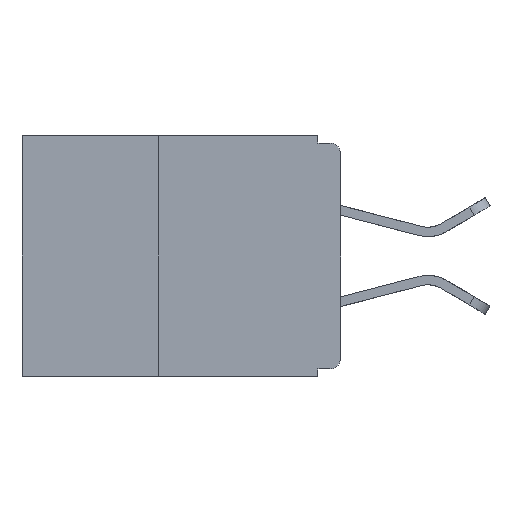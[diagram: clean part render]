
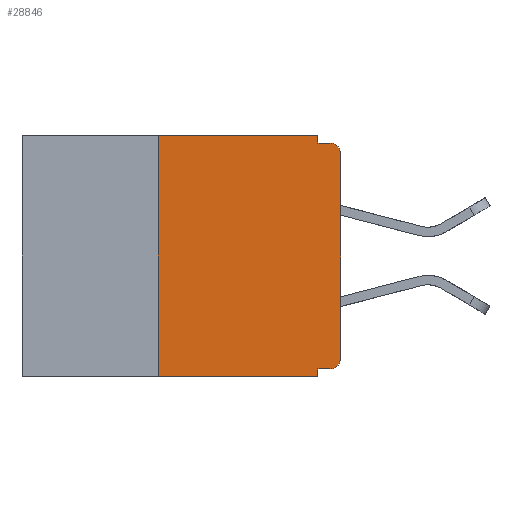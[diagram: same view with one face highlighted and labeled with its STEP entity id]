
A CAD part, left-side view. The second image highlights one B-rep face of the part: STEP entity #28846.
In plain terms, the highlighted planar face has unit normal (-1, 0, 0).
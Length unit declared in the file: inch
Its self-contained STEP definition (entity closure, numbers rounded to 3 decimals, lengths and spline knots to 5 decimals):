
#324 = CARTESIAN_POINT ( 'NONE',  ( 0., 0.031, -0.32 ) ) ;
#779 = DIRECTION ( 'NONE',  ( 0., -1., 0. ) ) ;
#847 = CARTESIAN_POINT ( 'NONE',  ( 0., 0.031, -0.01 ) ) ;
#1403 = EDGE_CURVE ( 'NONE', #3767, #8415, #2687, .T. ) ;
#1669 = VECTOR ( 'NONE', #22494, 39.37008 ) ;
#1688 = VECTOR ( 'NONE', #7209, 39.37008 ) ;
#2348 = VERTEX_POINT ( 'NONE', #5712 ) ;
#2453 = VERTEX_POINT ( 'NONE', #2924 ) ;
#2687 = LINE ( 'NONE', #6885, #23575 ) ;
#2772 = CARTESIAN_POINT ( 'NONE',  ( 0., 0., -0.32 ) ) ;
#2924 = CARTESIAN_POINT ( 'NONE',  ( 0., 0.015, -0.01 ) ) ;
#3203 = LINE ( 'NONE', #2772, #9689 ) ;
#3742 = AXIS2_PLACEMENT_3D ( 'NONE', #12224, #31117, #14966 ) ;
#3767 = VERTEX_POINT ( 'NONE', #14398 ) ;
#4333 = CARTESIAN_POINT ( 'NONE',  ( 0., 0.031, -0.33 ) ) ;
#4950 = VECTOR ( 'NONE', #15097, 39.37008 ) ;
#4993 = DIRECTION ( 'NONE',  ( 0., -1., 0. ) ) ;
#5272 = AXIS2_PLACEMENT_3D ( 'NONE', #15667, #34513, #18366 ) ;
#5712 = CARTESIAN_POINT ( 'NONE',  ( 0., 0., -0.305 ) ) ;
#6885 = CARTESIAN_POINT ( 'NONE',  ( 0., 0.437, -0.33 ) ) ;
#7209 = DIRECTION ( 'NONE',  ( 0., 0., 1. ) ) ;
#7681 = CIRCLE ( 'NONE', #5272, 0.015 ) ;
#7823 = VERTEX_POINT ( 'NONE', #35170 ) ;
#7912 = VECTOR ( 'NONE', #779, 39.37008 ) ;
#7987 = FACE_OUTER_BOUND ( 'NONE', #28874, .T. ) ;
#8415 = VERTEX_POINT ( 'NONE', #4333 ) ;
#8767 = LINE ( 'NONE', #17233, #7912 ) ;
#9053 = LINE ( 'NONE', #30514, #1669 ) ;
#9069 = LINE ( 'NONE', #28807, #1688 ) ;
#9162 = EDGE_CURVE ( 'NONE', #24850, #2453, #7681, .T. ) ;
#9453 = DIRECTION ( 'NONE',  ( 0., -1., 0. ) ) ;
#9689 = VECTOR ( 'NONE', #27324, 39.37008 ) ;
#10094 = VECTOR ( 'NONE', #13025, 39.37008 ) ;
#10344 = EDGE_CURVE ( 'NONE', #2348, #24850, #9069, .T. ) ;
#12224 = CARTESIAN_POINT ( 'NONE',  ( 0., 0.015, -0.305 ) ) ;
#12250 = LINE ( 'NONE', #25849, #4950 ) ;
#12404 = EDGE_CURVE ( 'NONE', #32031, #13261, #30515, .T. ) ;
#13025 = DIRECTION ( 'NONE',  ( 0., 0., -1. ) ) ;
#13261 = VERTEX_POINT ( 'NONE', #23956 ) ;
#13603 = EDGE_CURVE ( 'NONE', #3767, #32031, #12250, .T. ) ;
#13914 = EDGE_CURVE ( 'NONE', #24238, #8415, #18163, .T. ) ;
#13933 = CARTESIAN_POINT ( 'NONE',  ( 0., 0., -0.025 ) ) ;
#14274 = AXIS2_PLACEMENT_3D ( 'NONE', #28838, #31513, #15376 ) ;
#14398 = CARTESIAN_POINT ( 'NONE',  ( 0., 0.25, -0.33 ) ) ;
#14966 = DIRECTION ( 'NONE',  ( 0., 0., -1. ) ) ;
#15097 = DIRECTION ( 'NONE',  ( 0., 0., 1. ) ) ;
#15376 = DIRECTION ( 'NONE',  ( 0., 0., -1. ) ) ;
#15667 = CARTESIAN_POINT ( 'NONE',  ( 0., 0.015, -0.025 ) ) ;
#16191 = VECTOR ( 'NONE', #9453, 39.37008 ) ;
#16767 = EDGE_CURVE ( 'NONE', #7823, #24238, #3203, .T. ) ;
#17233 = CARTESIAN_POINT ( 'NONE',  ( 0., 0., -0.01 ) ) ;
#18163 = LINE ( 'NONE', #26532, #10094 ) ;
#18366 = DIRECTION ( 'NONE',  ( 0., 0., -1. ) ) ;
#20850 = VERTEX_POINT ( 'NONE', #847 ) ;
#21289 = CIRCLE ( 'NONE', #3742, 0.015 ) ;
#21962 = CARTESIAN_POINT ( 'NONE',  ( 0., 0.25, 0. ) ) ;
#22192 = EDGE_CURVE ( 'NONE', #7823, #2348, #21289, .T. ) ;
#22494 = DIRECTION ( 'NONE',  ( 0., 0., -1. ) ) ;
#23058 = CARTESIAN_POINT ( 'NONE',  ( 0., 0.437, 0. ) ) ;
#23380 = PLANE ( 'NONE',  #14274 ) ;
#23575 = VECTOR ( 'NONE', #4993, 39.37008 ) ;
#23956 = CARTESIAN_POINT ( 'NONE',  ( 0., 0.031, 0. ) ) ;
#24238 = VERTEX_POINT ( 'NONE', #324 ) ;
#24850 = VERTEX_POINT ( 'NONE', #13933 ) ;
#24966 = ORIENTED_EDGE ( 'NONE', *, *, #10344, .T. ) ;
#24992 = EDGE_CURVE ( 'NONE', #20850, #2453, #8767, .T. ) ;
#25278 = ORIENTED_EDGE ( 'NONE', *, *, #9162, .T. ) ;
#25849 = CARTESIAN_POINT ( 'NONE',  ( 0., 0.25, -0.33 ) ) ;
#26015 = ORIENTED_EDGE ( 'NONE', *, *, #24992, .F. ) ;
#26156 = ORIENTED_EDGE ( 'NONE', *, *, #32782, .F. ) ;
#26268 = ORIENTED_EDGE ( 'NONE', *, *, #12404, .F. ) ;
#26406 = ORIENTED_EDGE ( 'NONE', *, *, #13603, .F. ) ;
#26532 = CARTESIAN_POINT ( 'NONE',  ( 0., 0.031, -0.33 ) ) ;
#26663 = ORIENTED_EDGE ( 'NONE', *, *, #1403, .T. ) ;
#26885 = ORIENTED_EDGE ( 'NONE', *, *, #13914, .F. ) ;
#27067 = ORIENTED_EDGE ( 'NONE', *, *, #16767, .F. ) ;
#27207 = ORIENTED_EDGE ( 'NONE', *, *, #22192, .T. ) ;
#27324 = DIRECTION ( 'NONE',  ( 0., 1., 0. ) ) ;
#28807 = CARTESIAN_POINT ( 'NONE',  ( 0., 0., 0. ) ) ;
#28838 = CARTESIAN_POINT ( 'NONE',  ( 0., 0.437, 0. ) ) ;
#28846 = ADVANCED_FACE ( 'NONE', ( #7987 ), #23380, .F. ) ;
#28874 = EDGE_LOOP ( 'NONE', ( #24966, #25278, #26015, #26156, #26268, #26406, #26663, #26885, #27067, #27207 ) ) ;
#30514 = CARTESIAN_POINT ( 'NONE',  ( 0., 0.031, 0. ) ) ;
#30515 = LINE ( 'NONE', #23058, #16191 ) ;
#31117 = DIRECTION ( 'NONE',  ( -1., 0., 0. ) ) ;
#31513 = DIRECTION ( 'NONE',  ( 1., 0., 0. ) ) ;
#32031 = VERTEX_POINT ( 'NONE', #21962 ) ;
#32782 = EDGE_CURVE ( 'NONE', #13261, #20850, #9053, .T. ) ;
#34513 = DIRECTION ( 'NONE',  ( -1., 0., 0. ) ) ;
#35170 = CARTESIAN_POINT ( 'NONE',  ( 0., 0.015, -0.32 ) ) ;
